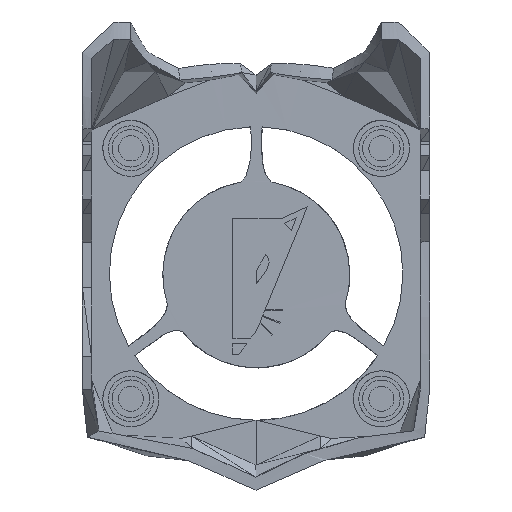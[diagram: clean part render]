
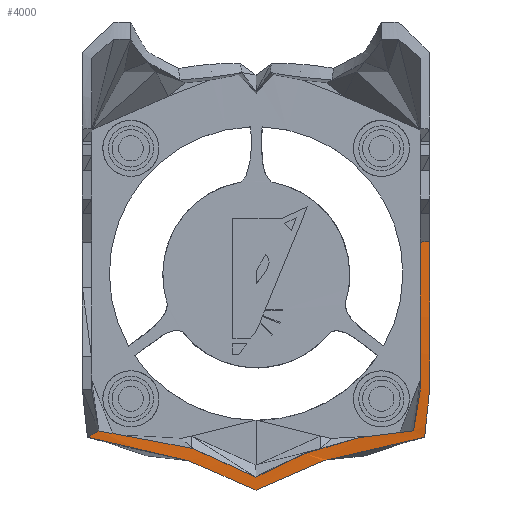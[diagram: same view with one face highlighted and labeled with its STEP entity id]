
A CAD part, top view. The second image highlights one B-rep face of the part: STEP entity #4000.
In plain terms, the highlighted conical face has half-angle 37.8 degrees and reference radius 42.302 mm.
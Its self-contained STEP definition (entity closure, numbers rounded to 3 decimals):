
#58=CONICAL_SURFACE('',#4316,42.302,0.66);
#101=B_SPLINE_CURVE_WITH_KNOTS('',3,(#6458,#6459,#6460,#6461,#6462,#6463,
#6464,#6465),.UNSPECIFIED.,.F.,.F.,(4,2,2,4),(-20.003,-19.603,
-18.766,-17.972),.UNSPECIFIED.);
#102=B_SPLINE_CURVE_WITH_KNOTS('',3,(#6485,#6486,#6487,#6488),
 .UNSPECIFIED.,.F.,.F.,(4,4),(-0.046,0.),.UNSPECIFIED.);
#150=(
BOUNDED_CURVE()
B_SPLINE_CURVE(2,(#6445,#6446,#6447),.UNSPECIFIED.,.F.,.F.)
B_SPLINE_CURVE_WITH_KNOTS((3,3),(54.81,55.958),
 .UNSPECIFIED.)
CURVE()
GEOMETRIC_REPRESENTATION_ITEM()
RATIONAL_B_SPLINE_CURVE((2.201,2.136,2.067))
REPRESENTATION_ITEM('')
);
#151=(
BOUNDED_CURVE()
B_SPLINE_CURVE(2,(#6454,#6455,#6456),.UNSPECIFIED.,.F.,.F.)
B_SPLINE_CURVE_WITH_KNOTS((3,3),(-40.31,-39.618),
 .UNSPECIFIED.)
CURVE()
GEOMETRIC_REPRESENTATION_ITEM()
RATIONAL_B_SPLINE_CURVE((0.988,0.987,0.987))
REPRESENTATION_ITEM('')
);
#152=(
BOUNDED_CURVE()
B_SPLINE_CURVE(2,(#6468,#6469,#6470),.UNSPECIFIED.,.F.,.F.)
B_SPLINE_CURVE_WITH_KNOTS((3,3),(-38.262,-36.502),
 .UNSPECIFIED.)
CURVE()
GEOMETRIC_REPRESENTATION_ITEM()
RATIONAL_B_SPLINE_CURVE((1.107,1.109,1.111))
REPRESENTATION_ITEM('')
);
#153=(
BOUNDED_CURVE()
B_SPLINE_CURVE(2,(#6472,#6473,#6474),.UNSPECIFIED.,.F.,.F.)
B_SPLINE_CURVE_WITH_KNOTS((3,3),(-50.198,-50.033),
 .UNSPECIFIED.)
CURVE()
GEOMETRIC_REPRESENTATION_ITEM()
RATIONAL_B_SPLINE_CURVE((2.279,2.29,2.3))
REPRESENTATION_ITEM('')
);
#154=(
BOUNDED_CURVE()
B_SPLINE_CURVE(2,(#6476,#6477,#6478),.UNSPECIFIED.,.F.,.F.)
B_SPLINE_CURVE_WITH_KNOTS((3,3),(35.677,37.621),
 .UNSPECIFIED.)
CURVE()
GEOMETRIC_REPRESENTATION_ITEM()
RATIONAL_B_SPLINE_CURVE((1.074,1.072,1.071))
REPRESENTATION_ITEM('')
);
#155=(
BOUNDED_CURVE()
B_SPLINE_CURVE(2,(#6482,#6483,#6484),.UNSPECIFIED.,.F.,.F.)
B_SPLINE_CURVE_WITH_KNOTS((3,3),(-3.73,-3.289),
 .UNSPECIFIED.)
CURVE()
GEOMETRIC_REPRESENTATION_ITEM()
RATIONAL_B_SPLINE_CURVE((2.912,2.806,2.699))
REPRESENTATION_ITEM('')
);
#164=ELLIPSE('',#4217,122.787,67.518);
#169=ELLIPSE('',#4317,2898.449,473.437);
#170=ELLIPSE('',#4318,864.968,267.444);
#171=ELLIPSE('',#4319,855.462,264.504);
#172=ELLIPSE('',#4320,449.9,167.342);
#173=ELLIPSE('',#4321,1014.065,247.5);
#1097=FACE_OUTER_BOUND('',#1355,.T.);
#1355=EDGE_LOOP('',(#2984,#2985,#2986,#2987,#2988,#2989,#2990,#2991,#2992,
#2993,#2994,#2995,#2996,#2997));
#1710=VERTEX_POINT('',#5925);
#1711=VERTEX_POINT('',#5926);
#1777=VERTEX_POINT('',#6172);
#1825=VERTEX_POINT('',#6443);
#1826=VERTEX_POINT('',#6444);
#1827=VERTEX_POINT('',#6448);
#1828=VERTEX_POINT('',#6451);
#1829=VERTEX_POINT('',#6453);
#1830=VERTEX_POINT('',#6457);
#1831=VERTEX_POINT('',#6467);
#1832=VERTEX_POINT('',#6471);
#1833=VERTEX_POINT('',#6475);
#1834=VERTEX_POINT('',#6479);
#1835=VERTEX_POINT('',#6481);
#2087=EDGE_CURVE('',#1710,#1711,#164,.T.);
#2271=EDGE_CURVE('',#1825,#1826,#150,.T.);
#2272=EDGE_CURVE('',#1826,#1827,#169,.T.);
#2273=EDGE_CURVE('',#1827,#1711,#170,.T.);
#2274=EDGE_CURVE('',#1710,#1828,#171,.T.);
#2275=EDGE_CURVE('',#1828,#1829,#151,.T.);
#2276=EDGE_CURVE('',#1829,#1830,#101,.T.);
#2277=EDGE_CURVE('',#1830,#1777,#172,.T.);
#2278=EDGE_CURVE('',#1777,#1831,#152,.T.);
#2279=EDGE_CURVE('',#1831,#1832,#153,.T.);
#2280=EDGE_CURVE('',#1832,#1833,#154,.T.);
#2281=EDGE_CURVE('',#1833,#1834,#173,.T.);
#2282=EDGE_CURVE('',#1834,#1835,#155,.T.);
#2283=EDGE_CURVE('',#1835,#1825,#102,.T.);
#2984=ORIENTED_EDGE('',*,*,#2271,.T.);
#2985=ORIENTED_EDGE('',*,*,#2272,.T.);
#2986=ORIENTED_EDGE('',*,*,#2273,.T.);
#2987=ORIENTED_EDGE('',*,*,#2087,.F.);
#2988=ORIENTED_EDGE('',*,*,#2274,.T.);
#2989=ORIENTED_EDGE('',*,*,#2275,.T.);
#2990=ORIENTED_EDGE('',*,*,#2276,.T.);
#2991=ORIENTED_EDGE('',*,*,#2277,.T.);
#2992=ORIENTED_EDGE('',*,*,#2278,.T.);
#2993=ORIENTED_EDGE('',*,*,#2279,.T.);
#2994=ORIENTED_EDGE('',*,*,#2280,.T.);
#2995=ORIENTED_EDGE('',*,*,#2281,.T.);
#2996=ORIENTED_EDGE('',*,*,#2282,.T.);
#2997=ORIENTED_EDGE('',*,*,#2283,.T.);
#4000=ADVANCED_FACE('',(#1097),#58,.T.);
#4217=AXIS2_PLACEMENT_3D('',#5927,#4780,#4781);
#4316=AXIS2_PLACEMENT_3D('',#6442,#5095,#5096);
#4317=AXIS2_PLACEMENT_3D('',#6449,#5097,#5098);
#4318=AXIS2_PLACEMENT_3D('',#6450,#5099,#5100);
#4319=AXIS2_PLACEMENT_3D('',#6452,#5101,#5102);
#4320=AXIS2_PLACEMENT_3D('',#6466,#5103,#5104);
#4321=AXIS2_PLACEMENT_3D('',#6480,#5105,#5106);
#4780=DIRECTION('center_axis',(0.,0.606,-0.796));
#4781=DIRECTION('ref_axis',(-1.,0.018,0.014));
#5095=DIRECTION('center_axis',(0.66,0.443,-0.607));
#5096=DIRECTION('ref_axis',(-0.677,0.,-0.736));
#5097=DIRECTION('center_axis',(-0.994,0.103,0.026));
#5098=DIRECTION('ref_axis',(-0.047,-0.651,0.758));
#5099=DIRECTION('center_axis',(-1.,0.,0.));
#5100=DIRECTION('ref_axis',(0.,-0.59,0.808));
#5101=DIRECTION('center_axis',(1.,0.,0.));
#5102=DIRECTION('ref_axis',(0.,-0.59,0.808));
#5103=DIRECTION('center_axis',(-0.411,-0.911,0.007));
#5104=DIRECTION('ref_axis',(-0.518,0.241,0.821));
#5105=DIRECTION('center_axis',(0.398,0.916,0.043));
#5106=DIRECTION('ref_axis',(-0.527,0.19,0.828));
#5925=CARTESIAN_POINT('',(20.918,4.161,4.711));
#5926=CARTESIAN_POINT('',(22.09,4.229,4.763));
#5927=CARTESIAN_POINT('Origin',(41.164,-49.1,-35.818));
#6172=CARTESIAN_POINT('',(-8.222,-22.195,4.604));
#6442=CARTESIAN_POINT('Origin',(-48.534,-51.647,-29.097));
#6443=CARTESIAN_POINT('',(8.986,-23.665,4.332));
#6444=CARTESIAN_POINT('',(21.441,-20.766,3.809));
#6445=CARTESIAN_POINT('Ctrl Pts',(8.986,-23.665,4.332));
#6446=CARTESIAN_POINT('Ctrl Pts',(14.893,-22.288,4.17));
#6447=CARTESIAN_POINT('Ctrl Pts',(21.443,-20.763,3.921));
#6448=CARTESIAN_POINT('',(22.09,-14.694,4.525));
#6449=CARTESIAN_POINT('Origin',(153.325,1816.34,-2212.435));
#6450=CARTESIAN_POINT('Origin',(22.09,446.236,-711.277));
#6451=CARTESIAN_POINT('',(20.918,-14.602,4.58));
#6452=CARTESIAN_POINT('Origin',(20.918,440.499,-703.417));
#6453=CARTESIAN_POINT('',(20.048,-19.948,4.03));
#6454=CARTESIAN_POINT('Ctrl Pts',(20.918,-14.602,4.58));
#6455=CARTESIAN_POINT('Ctrl Pts',(20.482,-17.323,4.39));
#6456=CARTESIAN_POINT('Ctrl Pts',(20.053,-19.959,4.11));
#6457=CARTESIAN_POINT('',(-0.106,-25.859,4.531));
#6458=CARTESIAN_POINT('Ctrl Pts',(20.053,-19.937,4.112));
#6459=CARTESIAN_POINT('Ctrl Pts',(18.65,-19.996,4.191));
#6460=CARTESIAN_POINT('Ctrl Pts',(17.245,-20.125,4.256));
#6461=CARTESIAN_POINT('Ctrl Pts',(12.932,-20.735,4.42));
#6462=CARTESIAN_POINT('Ctrl Pts',(10.05,-21.451,4.48));
#6463=CARTESIAN_POINT('Ctrl Pts',(4.688,-23.359,4.541));
#6464=CARTESIAN_POINT('Ctrl Pts',(2.195,-24.526,4.545));
#6465=CARTESIAN_POINT('Ctrl Pts',(-0.105,-25.858,
4.533));
#6466=CARTESIAN_POINT('Origin',(188.56,-114.143,-376.663));
#6467=CARTESIAN_POINT('',(-20.181,-19.959,3.87));
#6468=CARTESIAN_POINT('Ctrl Pts',(-8.219,-22.189,4.676));
#6469=CARTESIAN_POINT('Ctrl Pts',(-14.463,-21.011,4.518));
#6470=CARTESIAN_POINT('Ctrl Pts',(-20.127,-19.968,3.801));
#6471=CARTESIAN_POINT('',(-21.624,-20.757,3.72));
#6472=CARTESIAN_POINT('Ctrl Pts',(-20.182,-20.013,3.801));
#6473=CARTESIAN_POINT('Ctrl Pts',(-20.909,-20.38,3.771));
#6474=CARTESIAN_POINT('Ctrl Pts',(-21.625,-20.742,3.74));
#6475=CARTESIAN_POINT('',(-8.688,-23.778,4.62));
#6476=CARTESIAN_POINT('Ctrl Pts',(-21.632,-20.766,3.742));
#6477=CARTESIAN_POINT('Ctrl Pts',(-15.511,-22.177,4.584));
#6478=CARTESIAN_POINT('Ctrl Pts',(-8.7,-23.767,4.687));
#6479=CARTESIAN_POINT('',(-0.092,-27.506,4.409));
#6480=CARTESIAN_POINT('Origin',(490.167,-200.634,-846.312));
#6481=CARTESIAN_POINT('',(8.548,-23.765,4.43));
#6482=CARTESIAN_POINT('Ctrl Pts',(-0.092,-27.506,
4.409));
#6483=CARTESIAN_POINT('Ctrl Pts',(4.02,-25.72,4.382));
#6484=CARTESIAN_POINT('Ctrl Pts',(8.523,-23.763,4.346));
#6485=CARTESIAN_POINT('Ctrl Pts',(8.548,-23.765,4.431));
#6486=CARTESIAN_POINT('Ctrl Pts',(8.694,-23.732,4.398));
#6487=CARTESIAN_POINT('Ctrl Pts',(8.84,-23.699,4.365));
#6488=CARTESIAN_POINT('Ctrl Pts',(8.986,-23.665,4.332));
